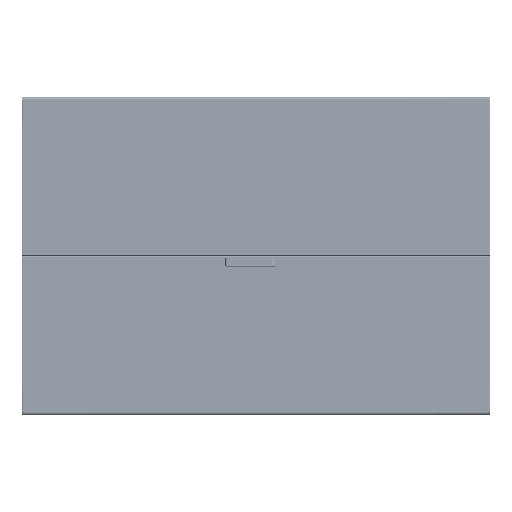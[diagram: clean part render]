
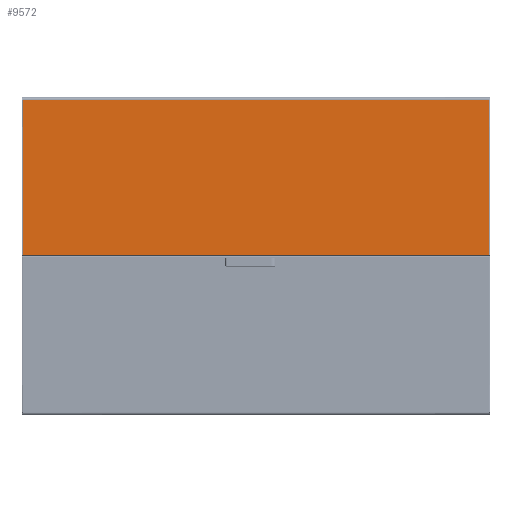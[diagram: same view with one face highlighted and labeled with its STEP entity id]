
A CAD part, top view. The second image highlights one B-rep face of the part: STEP entity #9572.
In plain terms, the highlighted face is planar.
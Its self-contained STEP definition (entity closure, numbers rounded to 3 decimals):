
#9572 = ADVANCED_FACE ( 'NONE', ( #70312 ), #82181, .F. ) ;
#12155 = EDGE_LOOP ( 'NONE', ( #98933, #98936, #98938, #98940 ) ) ;
#14409 = CARTESIAN_POINT ( 'NONE',  ( -294.9, -875.49, 0. ) ) ;
#14410 = CARTESIAN_POINT ( 'NONE',  ( -294.9, 875.49, 0. ) ) ;
#14411 = CARTESIAN_POINT ( 'NONE',  ( 287.5, 875.49, 0. ) ) ;
#14412 = CARTESIAN_POINT ( 'NONE',  ( 287.5, -875.49, 0. ) ) ;
#70312 = FACE_OUTER_BOUND ( 'NONE', #12155, .T. ) ;
#72414 = AXIS2_PLACEMENT_3D ( 'NONE', #82152, #82193, #82195 ) ;
#82152 = CARTESIAN_POINT ( 'NONE',  ( 295., -875.5, 0. ) ) ;
#82181 = PLANE ( 'NONE',  #72414 ) ;
#82193 = DIRECTION ( 'NONE',  ( 0., 0., 1. ) ) ;
#82195 = DIRECTION ( 'NONE',  ( 1., 0., 0. ) ) ;
#88528 = CARTESIAN_POINT ( 'NONE',  ( 287.5, 875.49, 0. ) ) ;
#88529 = DIRECTION ( 'NONE',  ( 0., -1., 0. ) ) ;
#88542 = CARTESIAN_POINT ( 'NONE',  ( -295., 875.49, 0. ) ) ;
#88543 = DIRECTION ( 'NONE',  ( 1., 0., 0. ) ) ;
#88544 = CARTESIAN_POINT ( 'NONE',  ( -294.9, -875.49, 0. ) ) ;
#88545 = DIRECTION ( 'NONE',  ( 0., 1., 0. ) ) ;
#88546 = CARTESIAN_POINT ( 'NONE',  ( 295., -875.49, 0. ) ) ;
#88547 = DIRECTION ( 'NONE',  ( -1., 0., 0. ) ) ;
#90855 = LINE ( 'NONE', #88528, #90859 ) ;
#90859 = VECTOR ( 'NONE', #88529, 1000. ) ;
#90864 = VECTOR ( 'NONE', #88543, 1000. ) ;
#90872 = LINE ( 'NONE', #88542, #90864 ) ;
#90873 = LINE ( 'NONE', #88544, #90874 ) ;
#90874 = VECTOR ( 'NONE', #88545, 1000. ) ;
#90875 = LINE ( 'NONE', #88546, #90876 ) ;
#90876 = VECTOR ( 'NONE', #88547, 1000. ) ;
#96853 = VERTEX_POINT ( 'NONE', #14409 ) ;
#96854 = VERTEX_POINT ( 'NONE', #14410 ) ;
#96855 = VERTEX_POINT ( 'NONE', #14411 ) ;
#96856 = VERTEX_POINT ( 'NONE', #14412 ) ;
#98933 = ORIENTED_EDGE ( 'NONE', *, *, #113537, .T. ) ;
#98936 = ORIENTED_EDGE ( 'NONE', *, *, #113536, .T. ) ;
#98938 = ORIENTED_EDGE ( 'NONE', *, *, #113530, .T. ) ;
#98940 = ORIENTED_EDGE ( 'NONE', *, *, #113538, .T. ) ;
#113530 = EDGE_CURVE ( 'NONE', #96855, #96856, #90855, .T. ) ;
#113536 = EDGE_CURVE ( 'NONE', #96854, #96855, #90872, .T. ) ;
#113537 = EDGE_CURVE ( 'NONE', #96853, #96854, #90873, .T. ) ;
#113538 = EDGE_CURVE ( 'NONE', #96856, #96853, #90875, .T. ) ;
